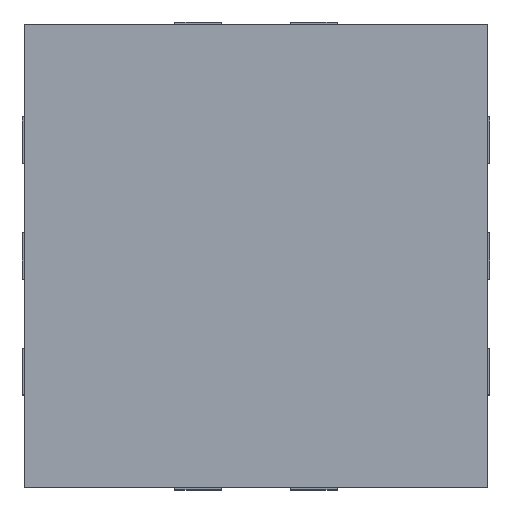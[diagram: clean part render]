
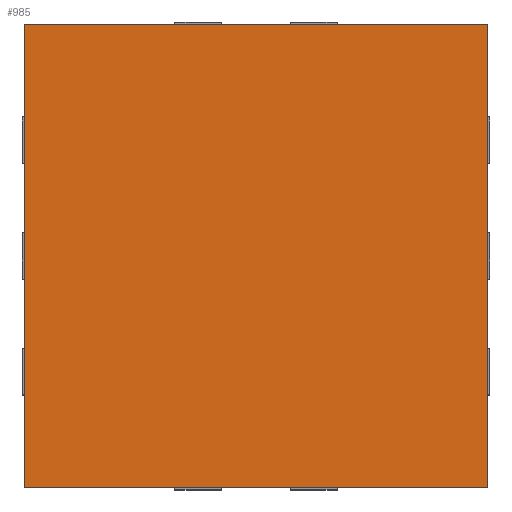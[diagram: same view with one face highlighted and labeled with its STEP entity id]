
A CAD part, top view. The second image highlights one B-rep face of the part: STEP entity #985.
In plain terms, the highlighted planar face has unit normal (0, 0, 1).
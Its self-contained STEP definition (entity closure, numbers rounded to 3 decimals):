
#39=FACE_OUTER_BOUND('',#105,.T.);
#105=EDGE_LOOP('',(#667,#668,#669,#670));
#169=LINE('',#1411,#301);
#172=LINE('',#1417,#304);
#175=LINE('',#1423,#307);
#178=LINE('',#1427,#310);
#301=VECTOR('',#1143,10.);
#304=VECTOR('',#1148,10.);
#307=VECTOR('',#1153,10.);
#310=VECTOR('',#1158,10.);
#433=VERTEX_POINT('',#1408);
#434=VERTEX_POINT('',#1410);
#436=VERTEX_POINT('',#1416);
#438=VERTEX_POINT('',#1422);
#521=EDGE_CURVE('',#434,#433,#169,.T.);
#524=EDGE_CURVE('',#436,#434,#172,.T.);
#527=EDGE_CURVE('',#438,#436,#175,.T.);
#530=EDGE_CURVE('',#433,#438,#178,.T.);
#667=ORIENTED_EDGE('',*,*,#530,.T.);
#668=ORIENTED_EDGE('',*,*,#527,.T.);
#669=ORIENTED_EDGE('',*,*,#524,.T.);
#670=ORIENTED_EDGE('',*,*,#521,.T.);
#919=PLANE('',#1075);
#985=ADVANCED_FACE('',(#39),#919,.T.);
#1075=AXIS2_PLACEMENT_3D('',#1428,#1159,#1160);
#1143=DIRECTION('',(1.,0.,0.));
#1148=DIRECTION('',(0.,-1.,0.));
#1153=DIRECTION('',(-1.,0.,0.));
#1158=DIRECTION('',(0.,1.,0.));
#1159=DIRECTION('center_axis',(0.,0.,1.));
#1160=DIRECTION('ref_axis',(1.,0.,0.));
#1408=CARTESIAN_POINT('',(1.,-1.,0.55));
#1410=CARTESIAN_POINT('',(-1.,-1.,0.55));
#1411=CARTESIAN_POINT('',(-1.,-1.,0.55));
#1416=CARTESIAN_POINT('',(-1.,1.,0.55));
#1417=CARTESIAN_POINT('',(-1.,1.,0.55));
#1422=CARTESIAN_POINT('',(1.,1.,0.55));
#1423=CARTESIAN_POINT('',(1.,1.,0.55));
#1427=CARTESIAN_POINT('',(1.,-1.,0.55));
#1428=CARTESIAN_POINT('Origin',(0.,0.,0.55));
